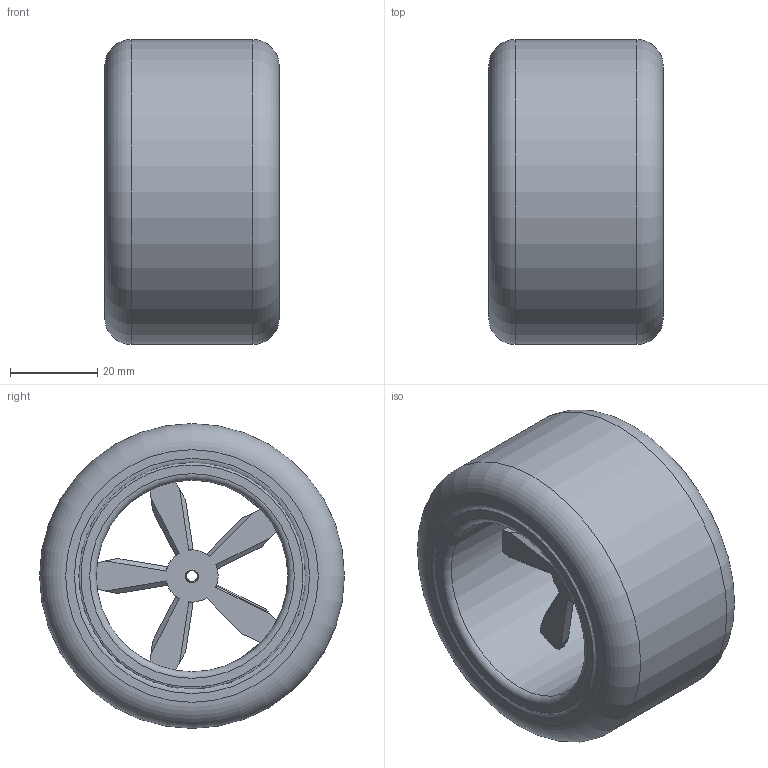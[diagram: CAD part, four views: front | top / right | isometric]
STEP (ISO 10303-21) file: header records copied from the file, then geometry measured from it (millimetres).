
FILE_DESCRIPTION(/* description */ (''),/* implementation_level */ '2;1');
FILE_NAME(/* name */ 'Rad ''70 v9.step',/* time_stamp */ '2018-03-28T16:04:56+02:00',/* author */ ('fischelektronik'),/* organization */ (''),/* preprocessor_version */ 'ST-DEVELOPER v16.13',/* originating_system */ 'Autodesk Translation Framework v6.5.0.72',/* authorisation */ '');
FILE_SCHEMA (('AUTOMOTIVE_DESIGN { 1 0 10303 214 3 1 1 }'));
Length unit declared in the file: millimetre
Products named in the file (3): Rad '70; Komponente1; Komponente2
Assembly tree (2 placements, depth 2):
  Rad '70
    Komponente1
    Komponente2
Bounding box: 40 x 70 x 70 mm (x, y, z)
Volume: 51785 mm3; surface area: 46979.7 mm2
Topology: 2 solids, 3 shells, 132 faces, 397 edges, 269 vertices
Faces by surface type: plane 54, cylinder 48, bspline 20, torus 10
Full cylindrical faces by diameter (mm): 2.529 x7, 3.086 x5, 44 x1, 50 x2, 54 x1, 66 x1, 70 x1
Entity records: 6631 total; most frequent: CARTESIAN_POINT 3151, ORIENTED_EDGE 794, DIRECTION 587, EDGE_CURVE 397, VERTEX_POINT 269, AXIS2_PLACEMENT_3D 208, LINE 171, VECTOR 171
